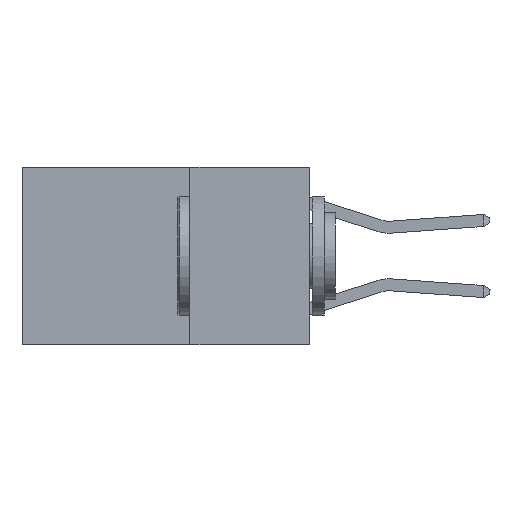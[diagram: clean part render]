
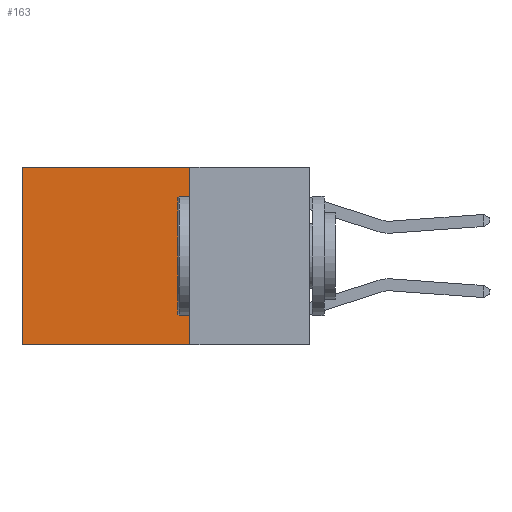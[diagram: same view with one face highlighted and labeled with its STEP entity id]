
A CAD part, left-side view. The second image highlights one B-rep face of the part: STEP entity #163.
In plain terms, the highlighted planar face has unit normal (-1, 0, 0).
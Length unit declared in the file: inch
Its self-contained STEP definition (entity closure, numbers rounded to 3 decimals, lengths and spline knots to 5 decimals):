
#163 = ADVANCED_FACE ( 'NONE', ( #6913 ), #11443, .F. ) ;
#313 = LINE ( 'NONE', #15906, #1532 ) ;
#354 = ORIENTED_EDGE ( 'NONE', *, *, #9269, .T. ) ;
#599 = EDGE_LOOP ( 'NONE', ( #354, #6728, #3096, #4782 ) ) ;
#855 = CARTESIAN_POINT ( 'NONE',  ( 0.2625, 0.25, 0. ) ) ;
#1532 = VECTOR ( 'NONE', #14302, 39.37008 ) ;
#2419 = CARTESIAN_POINT ( 'NONE',  ( 0.2625, 0.25, 0. ) ) ;
#2449 = VECTOR ( 'NONE', #5081, 39.37008 ) ;
#2472 = EDGE_CURVE ( 'NONE', #8793, #8976, #18923, .T. ) ;
#3096 = ORIENTED_EDGE ( 'NONE', *, *, #9316, .F. ) ;
#3580 = CARTESIAN_POINT ( 'NONE',  ( 0.2625, 0.25, -0.37 ) ) ;
#4782 = ORIENTED_EDGE ( 'NONE', *, *, #2472, .T. ) ;
#5081 = DIRECTION ( 'NONE',  ( 0., 0., -1. ) ) ;
#5379 = VECTOR ( 'NONE', #7208, 39.37008 ) ;
#5482 = LINE ( 'NONE', #9684, #2449 ) ;
#5547 = DIRECTION ( 'NONE',  ( 1., 0., 0. ) ) ;
#5783 = CARTESIAN_POINT ( 'NONE',  ( 0.2625, 0.6, -0.37 ) ) ;
#6728 = ORIENTED_EDGE ( 'NONE', *, *, #13361, .F. ) ;
#6913 = FACE_OUTER_BOUND ( 'NONE', #599, .T. ) ;
#6925 = DIRECTION ( 'NONE',  ( 0., 0., -1. ) ) ;
#7208 = DIRECTION ( 'NONE',  ( 0., 1., 0. ) ) ;
#8007 = VERTEX_POINT ( 'NONE', #3580 ) ;
#8793 = VERTEX_POINT ( 'NONE', #855 ) ;
#8811 = VECTOR ( 'NONE', #15936, 39.37008 ) ;
#8976 = VERTEX_POINT ( 'NONE', #13167 ) ;
#9269 = EDGE_CURVE ( 'NONE', #8976, #16679, #5482, .T. ) ;
#9316 = EDGE_CURVE ( 'NONE', #8793, #8007, #313, .T. ) ;
#9684 = CARTESIAN_POINT ( 'NONE',  ( 0.2625, 0.6, 0. ) ) ;
#11443 = PLANE ( 'NONE',  #15489 ) ;
#11646 = CARTESIAN_POINT ( 'NONE',  ( 0.2625, 0.25, -0.37 ) ) ;
#13167 = CARTESIAN_POINT ( 'NONE',  ( 0.2625, 0.6, 0. ) ) ;
#13361 = EDGE_CURVE ( 'NONE', #8007, #16679, #13905, .T. ) ;
#13905 = LINE ( 'NONE', #11646, #8811 ) ;
#14302 = DIRECTION ( 'NONE',  ( 0., 0., -1. ) ) ;
#14737 = CARTESIAN_POINT ( 'NONE',  ( 0.2625, 0.25, 0. ) ) ;
#15489 = AXIS2_PLACEMENT_3D ( 'NONE', #2419, #5547, #6925 ) ;
#15906 = CARTESIAN_POINT ( 'NONE',  ( 0.2625, 0.25, 0. ) ) ;
#15936 = DIRECTION ( 'NONE',  ( 0., 1., 0. ) ) ;
#16679 = VERTEX_POINT ( 'NONE', #5783 ) ;
#18923 = LINE ( 'NONE', #14737, #5379 ) ;
